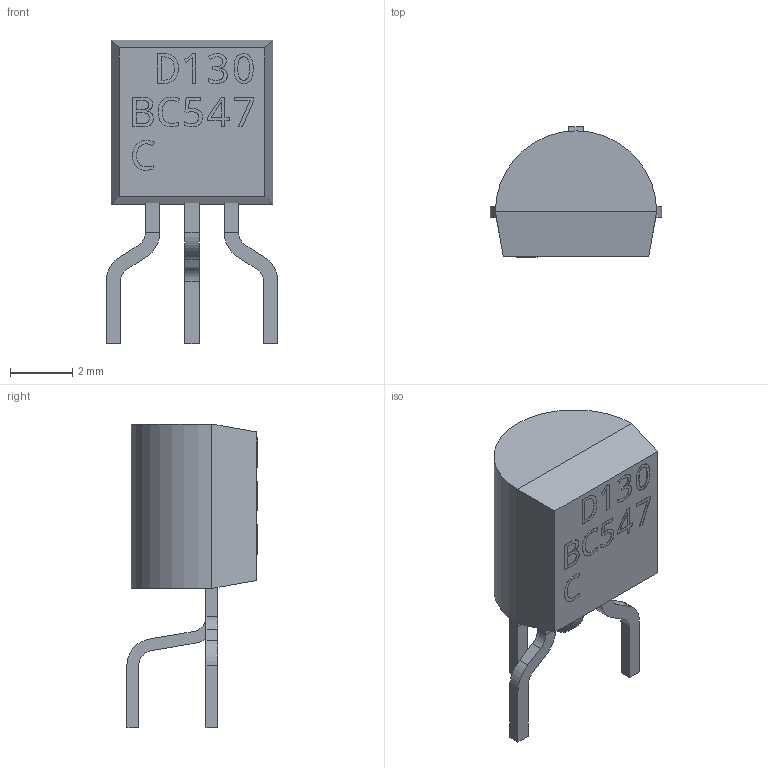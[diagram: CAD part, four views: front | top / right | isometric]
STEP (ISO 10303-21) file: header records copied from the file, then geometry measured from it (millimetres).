
FILE_DESCRIPTION(('FreeCAD Model'),'2;1');
FILE_NAME('Open CASCADE Shape Model','2021-08-20T22:24:10',( 'Anool Mahidharia'),('WyoLum'),'Open CASCADE STEP processor 7.4', 'FreeCAD','Unknown');
FILE_SCHEMA(('CONFIG_CONTROL_DESIGN','SHAPE_APPEARANCE_LAYER_MIM'));
Length unit declared in the file: millimetre
Products named in the file (4): TO92_BC547; Fusion001; Cut; Common
Assembly tree (3 placements, depth 2):
  TO92_BC547
    Fusion001
    Cut
    Common
Bounding box: 5.54 x 4.2 x 9.8 mm (x, y, z)
Volume: 95.4 mm3; surface area: 271.9 mm2
Topology: 14 solids, 14 shells, 391 faces, 1028 edges, 680 vertices
Faces by surface type: plane 202, extrusion 176, cylinder 13
Entity records: 14482 total; most frequent: CARTESIAN_POINT 4061, ORIENTED_EDGE 2056, DIRECTION 1316, EDGE_CURVE 1028, VECTOR 826, VERTEX_POINT 680, LINE 650, B_SPLINE_CURVE_WITH_KNOTS 528
